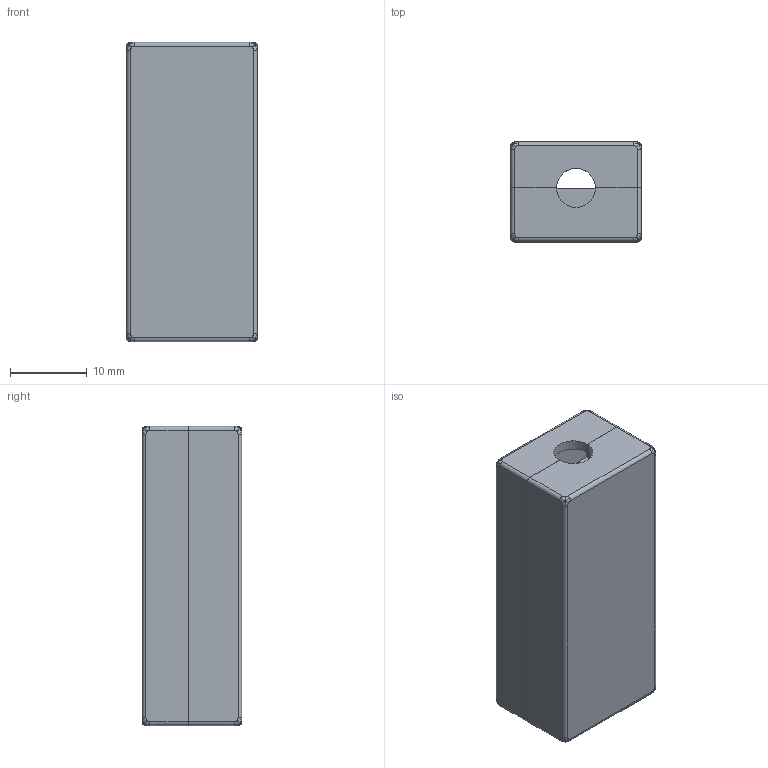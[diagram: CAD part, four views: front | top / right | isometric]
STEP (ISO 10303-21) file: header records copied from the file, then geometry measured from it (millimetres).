
FILE_DESCRIPTION(/* description */ (''),/* implementation_level */ '2;1');
FILE_NAME(/* name */ 'Case.step',/* time_stamp */ '2022-10-23T11:18:04-04:00',/* author */ (''),/* organization */ (''),/* preprocessor_version */ 'ST-DEVELOPER v19.2',/* originating_system */ 'Autodesk Translation Framework v11.17.0.187',/* authorisation */ '');
FILE_SCHEMA (('AUTOMOTIVE_DESIGN { 1 0 10303 214 3 1 1 }'));
Length unit declared in the file: millimetre
Products named in the file (3): Case; Bottom; Top
Assembly tree (2 placements, depth 2):
  Case
    Bottom
    Top
Bounding box: 17 x 12.99 x 39 mm (x, y, z)
Volume: 3787.5 mm3; surface area: 5670.9 mm2
Topology: 2 solids, 2 shells, 140 faces, 372 edges, 236 vertices
Faces by surface type: plane 72, bspline 48, cylinder 20
Entity records: 6089 total; most frequent: CARTESIAN_POINT 2673, ORIENTED_EDGE 744, DIRECTION 634, EDGE_CURVE 372, VERTEX_POINT 236, AXIS2_PLACEMENT_3D 213, LINE 208, VECTOR 208
